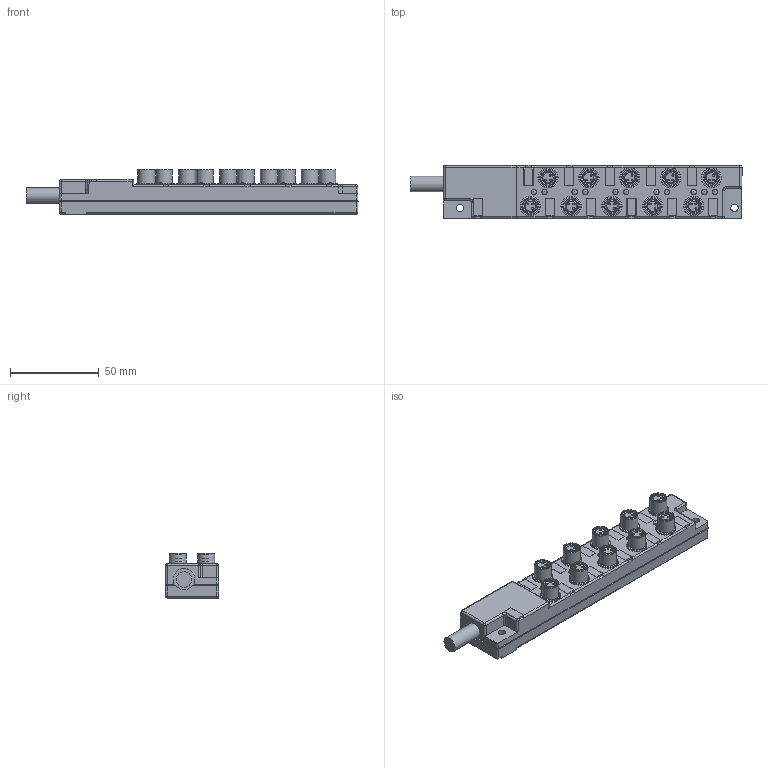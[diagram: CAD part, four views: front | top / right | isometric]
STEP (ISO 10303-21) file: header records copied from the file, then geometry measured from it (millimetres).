
FILE_DESCRIPTION(/* description */ (''),/* implementation_level */ '2;1');
FILE_NAME(/* name */ 'VK001028.stp',/* time_stamp */ '2016-10-11T15:54:56+02:00',/* author */ ('mitarbeiter'),/* organization */ (''),/* preprocessor_version */ 'ST-DEVELOPER v15.2',/* originating_system */ 'Autodesk Inventor 2014',/* authorisation */ '');
FILE_SCHEMA (('AUTOMOTIVE_DESIGN { 1 0 10303 214 3 1 1 }'));
Length unit declared in the file: millimetre
Products named in the file (2): VK001028
Bounding box: 186.9 x 30 x 25.6 mm (x, y, z)
Volume: 89601.8 mm3; surface area: 24996.8 mm2
Topology: 1 solids, 1 shells, 597 faces, 1509 edges, 984 vertices
Faces by surface type: plane 348, cylinder 152, torus 41, cone 31, sphere 23, bspline 2
Full cylindrical faces by diameter (mm): 1.05 x30, 4.2 x2, 5.7 x10, 7.197 x10, 7.2 x10, 8.197 x10, 8.2 x10, 8.8 x1, 9.5 x10, 11.4 x10
Entity records: 16344 total; most frequent: CARTESIAN_POINT 2831, DIRECTION 2771, ORIENTED_EDGE 2420, EDGE_CURVE 1210, AXIS2_PLACEMENT_3D 965, VERTEX_POINT 883, EDGE_LOOP 869, LINE 841
